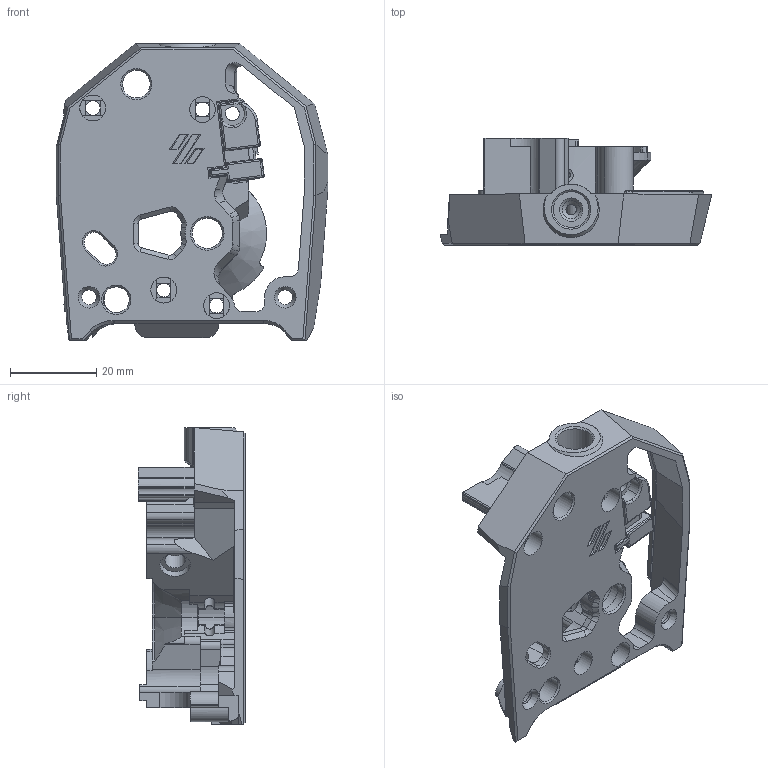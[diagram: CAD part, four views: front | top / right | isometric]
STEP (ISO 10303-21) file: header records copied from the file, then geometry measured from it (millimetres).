
FILE_DESCRIPTION(('HOOPS Exchange Step'),'2;1');
FILE_NAME('temp_export','2025-01-04T16:42:55-05:00',('alex'),('Shapr3D Limited'),'HOOPS Exchange 2024.6','Shapr3D','Authorized');
FILE_SCHEMA( ('AP242_MANAGED_MODEL_BASED_3D_ENGINEERING_MIM_LF {1 0 10303 442 1 1 4 }') );
Length unit declared in the file: millimetre
Products named in the file (5): Omron D2HW-C201H v2:1 (2); MR63ZZ:1 (2); D2HW_Filament_Sensor v1:1 Mirrored; SB_CW2_Main_Buddy_Cutting_with_ECAS.stp; root
Assembly tree (4 placements, depth 4):
  root
    SB_CW2_Main_Buddy_Cutting_with_ECAS.stp
      D2HW_Filament_Sensor v1:1 Mirrored
        Omron D2HW-C201H v2:1 (2)
        MR63ZZ:1 (2)
Bounding box: 62.85 x 24.81 x 68.69 mm (x, y, z)
Volume: 26270.8 mm3; surface area: 16829.8 mm2
Topology: 4 solids, 4 shells, 797 faces, 2182 edges, 1406 vertices
Faces by surface type: plane 359, cylinder 322, cone 49, bspline 33, sphere 24, torus 10
Full cylindrical faces by diameter (mm): 1.4 x2, 1.7 x1, 2.4 x2, 2.8 x2, 3 x3, 3.2 x2, 3.25 x1, 3.4 x6, 3.6 x1, 4.2 x1, 4.7 x5, 5 x1, 6 x6, 6.4 x1, 7 x2, 8.2 x1, 8.3 x1
Entity records: 29432 total; most frequent: CARTESIAN_POINT 8992, ORIENTED_EDGE 4356, DIRECTION 4161, EDGE_CURVE 2178, AXIS2_PLACEMENT_3D 1487, VERTEX_POINT 1406, VECTOR 1187, LINE 1187
